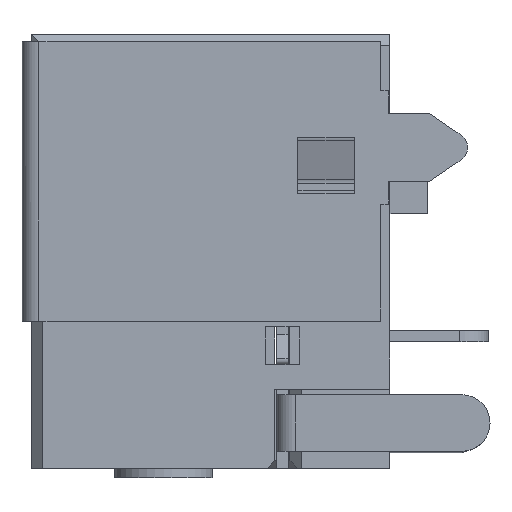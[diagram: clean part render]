
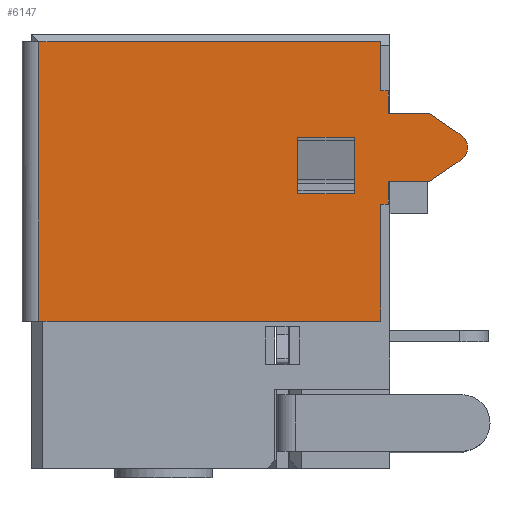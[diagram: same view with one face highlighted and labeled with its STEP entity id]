
A CAD part, left-side view. The second image highlights one B-rep face of the part: STEP entity #6147.
In plain terms, the highlighted planar face has unit normal (-1, 0, 0).
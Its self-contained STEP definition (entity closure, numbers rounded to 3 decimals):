
#17 = ORIENTED_EDGE ( 'NONE', *, *, #4140, .F. ) ;
#24 = CARTESIAN_POINT ( 'NONE',  ( -3.8, -7.055, -3.9 ) ) ;
#45 = ORIENTED_EDGE ( 'NONE', *, *, #1519, .T. ) ;
#133 = LINE ( 'NONE', #5528, #8092 ) ;
#197 = CARTESIAN_POINT ( 'NONE',  ( -3.8, -5.955, -2.1 ) ) ;
#243 = VECTOR ( 'NONE', #3272, 1000. ) ;
#269 = CARTESIAN_POINT ( 'NONE',  ( -3.8, -2.377, -2.726 ) ) ;
#298 = CARTESIAN_POINT ( 'NONE',  ( -3.8, -3.554, -3.226 ) ) ;
#326 = CARTESIAN_POINT ( 'NONE',  ( -3.8, -7.882, -2.671 ) ) ;
#364 = EDGE_LOOP ( 'NONE', ( #2933, #17, #785, #1748 ) ) ;
#441 = EDGE_CURVE ( 'NONE', #4921, #8150, #7706, .T. ) ;
#474 = CARTESIAN_POINT ( 'NONE',  ( -3.8, -3.554, -4.227 ) ) ;
#607 = VERTEX_POINT ( 'NONE', #3642 ) ;
#648 = CARTESIAN_POINT ( 'NONE',  ( -3.8, -5.056, -2.696 ) ) ;
#766 = VERTEX_POINT ( 'NONE', #2322 ) ;
#785 = ORIENTED_EDGE ( 'NONE', *, *, #10120, .T. ) ;
#817 = CARTESIAN_POINT ( 'NONE',  ( -3.8, -1.002, -7.6 ) ) ;
#833 = CARTESIAN_POINT ( 'NONE',  ( -3.8, -7.655, -3. ) ) ;
#1091 = FACE_BOUND ( 'NONE', #364, .T. ) ;
#1208 = DIRECTION ( 'NONE',  ( 0., -1., 0. ) ) ;
#1212 = CARTESIAN_POINT ( 'NONE',  ( -3.8, -8.282, -7.748 ) ) ;
#1294 = CARTESIAN_POINT ( 'NONE',  ( -3.8, -3.554, -2.726 ) ) ;
#1350 = ORIENTED_EDGE ( 'NONE', *, *, #8966, .F. ) ;
#1361 = CARTESIAN_POINT ( 'NONE',  ( -3.8, -5.855, -4.5 ) ) ;
#1414 = CARTESIAN_POINT ( 'NONE',  ( -3.8, -7.469, -2.385 ) ) ;
#1502 = CARTESIAN_POINT ( 'NONE',  ( -3.8, -1.002, -0.2 ) ) ;
#1519 = EDGE_CURVE ( 'NONE', #11304, #1585, #6173, .T. ) ;
#1585 = VERTEX_POINT ( 'NONE', #2759 ) ;
#1640 = EDGE_CURVE ( 'NONE', #607, #7685, #1788, .T. ) ;
#1701 = LINE ( 'NONE', #648, #11549 ) ;
#1748 = ORIENTED_EDGE ( 'NONE', *, *, #7081, .F. ) ;
#1788 = LINE ( 'NONE', #6023, #5407 ) ;
#1858 = AXIS2_PLACEMENT_3D ( 'NONE', #833, #4464, #7236 ) ;
#1926 = VECTOR ( 'NONE', #3015, 1000. ) ;
#2019 = EDGE_CURVE ( 'NONE', #8150, #2407, #7494, .T. ) ;
#2191 = DIRECTION ( 'NONE',  ( 0., 1., 0. ) ) ;
#2199 = CARTESIAN_POINT ( 'NONE',  ( -3.8, -5.955, -1.5 ) ) ;
#2318 = DIRECTION ( 'NONE',  ( 0., -1., 0. ) ) ;
#2322 = CARTESIAN_POINT ( 'NONE',  ( -3.8, 3.3, -0.2 ) ) ;
#2351 = DIRECTION ( 'NONE',  ( 0., -1., 0. ) ) ;
#2407 = VERTEX_POINT ( 'NONE', #8747 ) ;
#2413 = EDGE_CURVE ( 'NONE', #9125, #607, #8861, .T. ) ;
#2517 = CARTESIAN_POINT ( 'NONE',  ( -3.8, -3.554, -2.726 ) ) ;
#2646 = CARTESIAN_POINT ( 'NONE',  ( -3.8, -5.955, -1.8 ) ) ;
#2748 = CARTESIAN_POINT ( 'NONE',  ( -3.8, -5.955, -4.5 ) ) ;
#2759 = CARTESIAN_POINT ( 'NONE',  ( -3.8, -5.955, -3.9 ) ) ;
#2933 = ORIENTED_EDGE ( 'NONE', *, *, #11181, .F. ) ;
#3015 = DIRECTION ( 'NONE',  ( 0., 1., 0. ) ) ;
#3016 = CARTESIAN_POINT ( 'NONE',  ( -3.8, -6.505, -2.1 ) ) ;
#3054 = ORIENTED_EDGE ( 'NONE', *, *, #1640, .T. ) ;
#3073 = PLANE ( 'NONE',  #4904 ) ;
#3207 = VECTOR ( 'NONE', #3246, 1000. ) ;
#3214 = VECTOR ( 'NONE', #2351, 1000. ) ;
#3246 = DIRECTION ( 'NONE',  ( 0., 0., 1. ) ) ;
#3272 = DIRECTION ( 'NONE',  ( 0., -1., 0. ) ) ;
#3368 = VECTOR ( 'NONE', #2318, 1000. ) ;
#3590 = VERTEX_POINT ( 'NONE', #2199 ) ;
#3642 = CARTESIAN_POINT ( 'NONE',  ( -3.8, -5.755, -7.6 ) ) ;
#3692 = ORIENTED_EDGE ( 'NONE', *, *, #6667, .T. ) ;
#3808 = VERTEX_POINT ( 'NONE', #4786 ) ;
#4109 = LINE ( 'NONE', #1361, #3214 ) ;
#4140 = EDGE_CURVE ( 'NONE', #7386, #7747, #7129, .T. ) ;
#4272 = DIRECTION ( 'NONE',  ( 0., -1., 0. ) ) ;
#4357 = ORIENTED_EDGE ( 'NONE', *, *, #2413, .T. ) ;
#4464 = DIRECTION ( 'NONE',  ( 1., 0., 0. ) ) ;
#4590 = VECTOR ( 'NONE', #10340, 1000. ) ;
#4670 = DIRECTION ( 'NONE',  ( 1., 0., 0. ) ) ;
#4711 = DIRECTION ( 'NONE',  ( 0., 0.823, -0.568 ) ) ;
#4727 = LINE ( 'NONE', #269, #1926 ) ;
#4747 = ORIENTED_EDGE ( 'NONE', *, *, #6876, .T. ) ;
#4780 = EDGE_CURVE ( 'NONE', #766, #3808, #8555, .T. ) ;
#4786 = CARTESIAN_POINT ( 'NONE',  ( -3.8, -5.755, -0.2 ) ) ;
#4904 = AXIS2_PLACEMENT_3D ( 'NONE', #1212, #4670, #2191 ) ;
#4921 = VERTEX_POINT ( 'NONE', #9891 ) ;
#4997 = DIRECTION ( 'NONE',  ( 0., -0.823, -0.568 ) ) ;
#5027 = EDGE_CURVE ( 'NONE', #9511, #4921, #11052, .T. ) ;
#5157 = DIRECTION ( 'NONE',  ( 0., 0., 1. ) ) ;
#5233 = CARTESIAN_POINT ( 'NONE',  ( -3.8, -5.955, -4.2 ) ) ;
#5274 = CARTESIAN_POINT ( 'NONE',  ( -3.8, 3.3, -7.6 ) ) ;
#5361 = DIRECTION ( 'NONE',  ( 0., 0., 1. ) ) ;
#5378 = EDGE_CURVE ( 'NONE', #2407, #8408, #133, .T. ) ;
#5407 = VECTOR ( 'NONE', #5361, 1000. ) ;
#5426 = B_SPLINE_CURVE_WITH_KNOTS ( 'NONE', 3,
 ( #474, #9327, #298, #1294 ),
 .UNSPECIFIED., .F., .F.,
 ( 4, 4 ),
 ( 0., 1. ),
 .UNSPECIFIED. ) ;
#5528 = CARTESIAN_POINT ( 'NONE',  ( -3.8, -7.469, -3.615 ) ) ;
#5894 = LINE ( 'NONE', #8718, #3207 ) ;
#6014 = VECTOR ( 'NONE', #1208, 1000. ) ;
#6023 = CARTESIAN_POINT ( 'NONE',  ( -3.8, -5.755, -6.05 ) ) ;
#6096 = CARTESIAN_POINT ( 'NONE',  ( -3.8, -3.554, -4.227 ) ) ;
#6147 = ADVANCED_FACE ( 'NONE', ( #1091, #8492 ), #3073, .F. ) ;
#6173 = LINE ( 'NONE', #5233, #8602 ) ;
#6286 = LINE ( 'NONE', #2646, #11088 ) ;
#6295 = EDGE_CURVE ( 'NONE', #7527, #3808, #5894, .T. ) ;
#6313 = ORIENTED_EDGE ( 'NONE', *, *, #7307, .T. ) ;
#6395 = EDGE_LOOP ( 'NONE', ( #4357, #3054, #3692, #45, #6313, #7890, #8941, #8340, #10684, #4747, #7859, #10907, #6452, #1350 ) ) ;
#6452 = ORIENTED_EDGE ( 'NONE', *, *, #4780, .F. ) ;
#6667 = EDGE_CURVE ( 'NONE', #7685, #11304, #4109, .T. ) ;
#6767 = CARTESIAN_POINT ( 'NONE',  ( -3.8, -5.855, -1.5 ) ) ;
#6864 = CARTESIAN_POINT ( 'NONE',  ( -3.8, 3.3, -3.9 ) ) ;
#6876 = EDGE_CURVE ( 'NONE', #9511, #3590, #6286, .T. ) ;
#7081 = EDGE_CURVE ( 'NONE', #9852, #11186, #4727, .T. ) ;
#7118 = DIRECTION ( 'NONE',  ( 0., 0., 1. ) ) ;
#7129 = LINE ( 'NONE', #9098, #7506 ) ;
#7236 = DIRECTION ( 'NONE',  ( 0., 0., -1. ) ) ;
#7307 = EDGE_CURVE ( 'NONE', #1585, #8408, #8361, .T. ) ;
#7311 = VECTOR ( 'NONE', #4272, 1000. ) ;
#7386 = VERTEX_POINT ( 'NONE', #6096 ) ;
#7494 = CIRCLE ( 'NONE', #1858, 0.4 ) ;
#7506 = VECTOR ( 'NONE', #10695, 1000. ) ;
#7527 = VERTEX_POINT ( 'NONE', #8973 ) ;
#7685 = VERTEX_POINT ( 'NONE', #11011 ) ;
#7706 = LINE ( 'NONE', #1414, #11172 ) ;
#7747 = VERTEX_POINT ( 'NONE', #11473 ) ;
#7859 = ORIENTED_EDGE ( 'NONE', *, *, #9736, .F. ) ;
#7890 = ORIENTED_EDGE ( 'NONE', *, *, #5378, .F. ) ;
#8092 = VECTOR ( 'NONE', #4711, 1000. ) ;
#8150 = VERTEX_POINT ( 'NONE', #326 ) ;
#8340 = ORIENTED_EDGE ( 'NONE', *, *, #441, .F. ) ;
#8361 = LINE ( 'NONE', #9170, #243 ) ;
#8408 = VERTEX_POINT ( 'NONE', #24 ) ;
#8492 = FACE_OUTER_BOUND ( 'NONE', #6395, .T. ) ;
#8555 = LINE ( 'NONE', #1502, #3368 ) ;
#8602 = VECTOR ( 'NONE', #8820, 1000. ) ;
#8708 = CARTESIAN_POINT ( 'NONE',  ( -3.8, -5.055, -2.726 ) ) ;
#8718 = CARTESIAN_POINT ( 'NONE',  ( -3.8, -5.755, -0.85 ) ) ;
#8747 = CARTESIAN_POINT ( 'NONE',  ( -3.8, -7.882, -3.329 ) ) ;
#8820 = DIRECTION ( 'NONE',  ( 0., 0., 1. ) ) ;
#8861 = LINE ( 'NONE', #817, #7311 ) ;
#8941 = ORIENTED_EDGE ( 'NONE', *, *, #2019, .F. ) ;
#8966 = EDGE_CURVE ( 'NONE', #9125, #766, #11369, .T. ) ;
#8973 = CARTESIAN_POINT ( 'NONE',  ( -3.8, -5.755, -1.5 ) ) ;
#9098 = CARTESIAN_POINT ( 'NONE',  ( -3.8, -4.305, -4.227 ) ) ;
#9125 = VERTEX_POINT ( 'NONE', #5274 ) ;
#9170 = CARTESIAN_POINT ( 'NONE',  ( -3.8, -6.505, -3.9 ) ) ;
#9327 = CARTESIAN_POINT ( 'NONE',  ( -3.8, -3.554, -3.727 ) ) ;
#9511 = VERTEX_POINT ( 'NONE', #197 ) ;
#9736 = EDGE_CURVE ( 'NONE', #7527, #3590, #11208, .T. ) ;
#9831 = VECTOR ( 'NONE', #5157, 1000. ) ;
#9852 = VERTEX_POINT ( 'NONE', #8708 ) ;
#9891 = CARTESIAN_POINT ( 'NONE',  ( -3.8, -7.055, -2.1 ) ) ;
#10120 = EDGE_CURVE ( 'NONE', #7386, #11186, #5426, .T. ) ;
#10340 = DIRECTION ( 'NONE',  ( 0., -1., 0. ) ) ;
#10684 = ORIENTED_EDGE ( 'NONE', *, *, #5027, .F. ) ;
#10695 = DIRECTION ( 'NONE',  ( 0., -1., 0. ) ) ;
#10907 = ORIENTED_EDGE ( 'NONE', *, *, #6295, .T. ) ;
#11011 = CARTESIAN_POINT ( 'NONE',  ( -3.8, -5.755, -4.5 ) ) ;
#11052 = LINE ( 'NONE', #3016, #6014 ) ;
#11088 = VECTOR ( 'NONE', #7118, 1000. ) ;
#11172 = VECTOR ( 'NONE', #4997, 1000. ) ;
#11181 = EDGE_CURVE ( 'NONE', #7747, #9852, #1701, .T. ) ;
#11186 = VERTEX_POINT ( 'NONE', #2517 ) ;
#11208 = LINE ( 'NONE', #6767, #4590 ) ;
#11304 = VERTEX_POINT ( 'NONE', #2748 ) ;
#11369 = LINE ( 'NONE', #6864, #9831 ) ;
#11373 = DIRECTION ( 'NONE',  ( 0., 0., 1. ) ) ;
#11473 = CARTESIAN_POINT ( 'NONE',  ( -3.8, -5.056, -4.227 ) ) ;
#11549 = VECTOR ( 'NONE', #11373, 1000. ) ;
